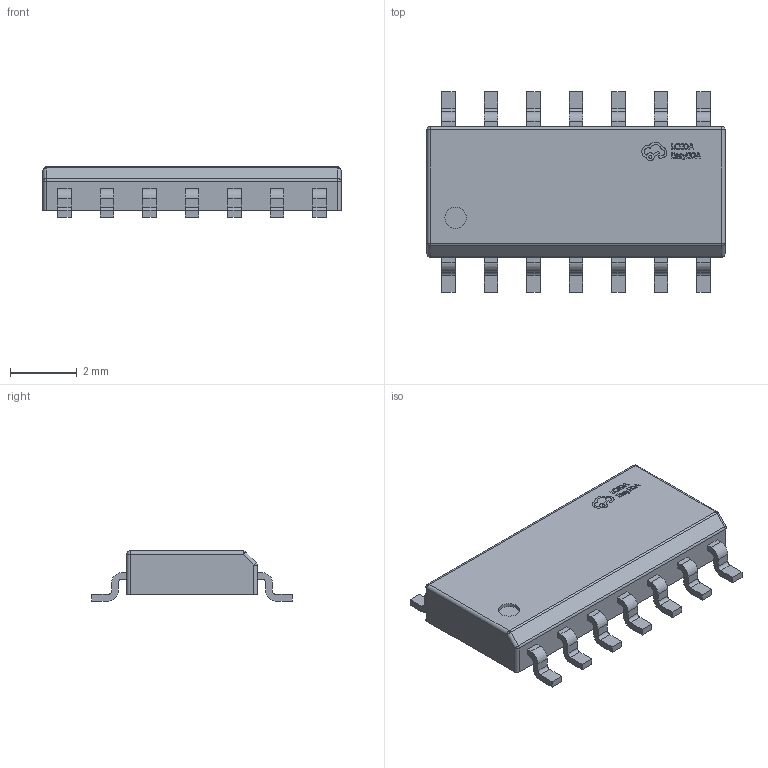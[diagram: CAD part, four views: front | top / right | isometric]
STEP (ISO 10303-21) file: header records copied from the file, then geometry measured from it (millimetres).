
FILE_DESCRIPTION (( 'STEP AP214' ), '1' );
FILE_NAME ('SO-14_L8.9-W3.9-H1.5-P1.27-LS6.0-BL.step', '2022-07-29T06:41:15', ( '' ), ( '' ), 'SwSTEP 2.0', 'SolidWorks 2020', '' );
FILE_SCHEMA (( 'AUTOMOTIVE_DESIGN' ));
Length unit declared in the file: millimetre
Products named in the file (1): SO-14_L8.9-W3.9-H1.5-P1.27-LS6.0-BL
Bounding box: 8.9 x 6 x 1.5 mm (x, y, z)
Volume: 46.1 mm3; surface area: 125.6 mm2
Topology: 2 solids, 2 shells, 434 faces, 1177 edges, 776 vertices
Faces by surface type: plane 261, bspline 98, cylinder 69, sphere 6
Entity records: 18880 total; most frequent: CARTESIAN_POINT 3690, ORIENTED_EDGE 2346, DIRECTION 1785, EDGE_CURVE 1173, LINE 835, VECTOR 835, VERTEX_POINT 776, AXIS2_PLACEMENT_3D 475
